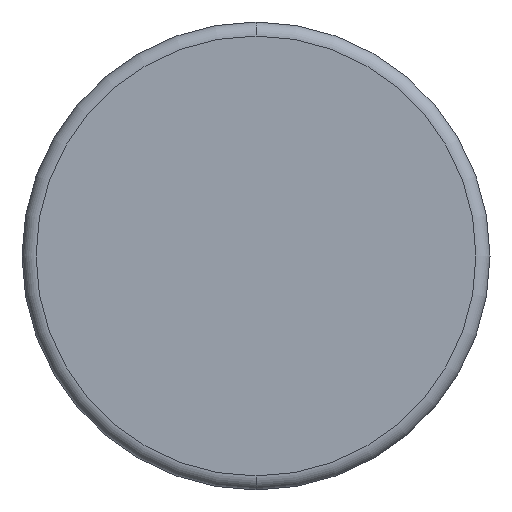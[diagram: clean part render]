
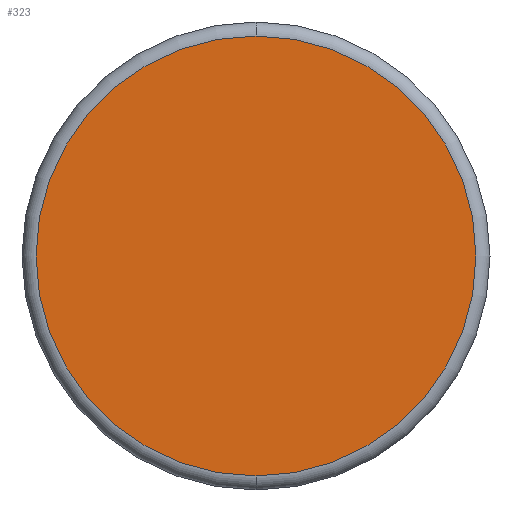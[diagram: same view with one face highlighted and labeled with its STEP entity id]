
A CAD part, front view. The second image highlights one B-rep face of the part: STEP entity #323.
In plain terms, the highlighted planar face has unit normal (0, -1, 0).
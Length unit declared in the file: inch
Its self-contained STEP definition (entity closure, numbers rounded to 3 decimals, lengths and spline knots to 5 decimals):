
#9 = EDGE_LOOP ( 'NONE', ( #148, #365 ) ) ;
#49 = EDGE_CURVE ( 'NONE', #154, #362, #203, .T. ) ;
#62 = CIRCLE ( 'NONE', #385, 0.47 ) ;
#88 = CARTESIAN_POINT ( 'NONE',  ( 0., 0., 0. ) ) ;
#124 = DIRECTION ( 'NONE',  ( 0., -1., 0. ) ) ;
#132 = DIRECTION ( 'NONE',  ( 0., 0., -1. ) ) ;
#148 = ORIENTED_EDGE ( 'NONE', *, *, #49, .T. ) ;
#154 = VERTEX_POINT ( 'NONE', #262 ) ;
#159 = DIRECTION ( 'NONE',  ( 0., 0., -1. ) ) ;
#203 = CIRCLE ( 'NONE', #273, 0.47 ) ;
#213 = CARTESIAN_POINT ( 'NONE',  ( 0., 0., 0. ) ) ;
#262 = CARTESIAN_POINT ( 'NONE',  ( 0., 0., -0.47 ) ) ;
#273 = AXIS2_PLACEMENT_3D ( 'NONE', #88, #537, #132 ) ;
#295 = DIRECTION ( 'NONE',  ( 0., 0., -1. ) ) ;
#323 = ADVANCED_FACE ( 'NONE', ( #372 ), #535, .T. ) ;
#338 = AXIS2_PLACEMENT_3D ( 'NONE', #344, #379, #159 ) ;
#344 = CARTESIAN_POINT ( 'NONE',  ( 0., 0., 0. ) ) ;
#362 = VERTEX_POINT ( 'NONE', #449 ) ;
#365 = ORIENTED_EDGE ( 'NONE', *, *, #483, .T. ) ;
#372 = FACE_OUTER_BOUND ( 'NONE', #9, .T. ) ;
#379 = DIRECTION ( 'NONE',  ( 0., -1., 0. ) ) ;
#385 = AXIS2_PLACEMENT_3D ( 'NONE', #213, #124, #295 ) ;
#449 = CARTESIAN_POINT ( 'NONE',  ( 0., 0., 0.47 ) ) ;
#483 = EDGE_CURVE ( 'NONE', #362, #154, #62, .T. ) ;
#535 = PLANE ( 'NONE',  #338 ) ;
#537 = DIRECTION ( 'NONE',  ( 0., -1., 0. ) ) ;
